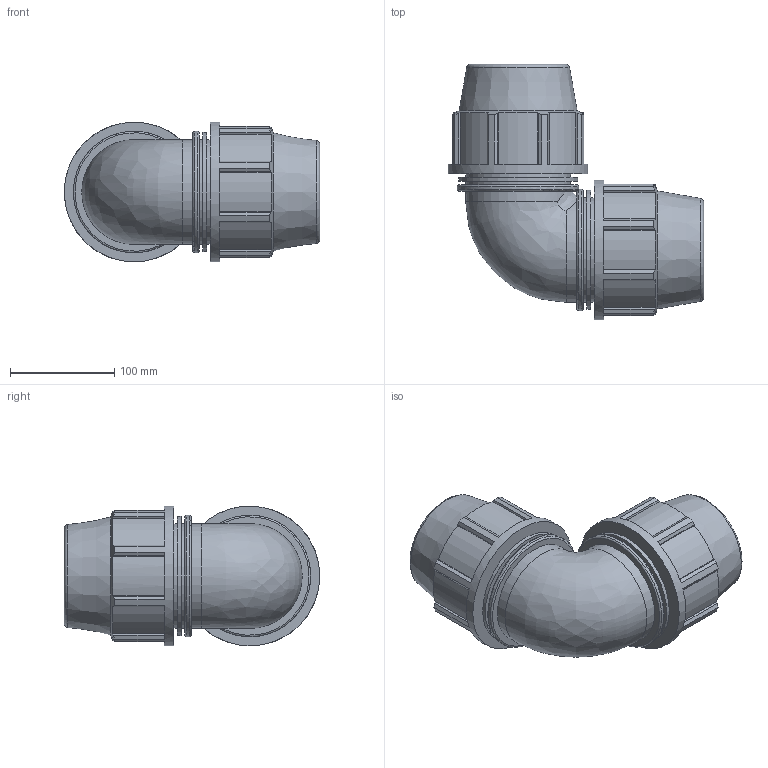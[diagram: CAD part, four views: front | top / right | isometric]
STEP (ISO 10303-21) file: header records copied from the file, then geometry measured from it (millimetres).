
FILE_DESCRIPTION(/* description */ ('PLASSON 90° ELBOW 75-75'),/* implementation_level */ '2;1');
FILE_NAME(/* name */ '0705060750A.ipt.stp',/* time_stamp */ '2018-03-25T20:10:28+03:00',/* author */ ('KIM'),/* organization */ (''),/* preprocessor_version */ 'ST-DEVELOPER v15.6',/* originating_system */ 'Autodesk Inventor 2015',/* authorisation */ '');
FILE_SCHEMA (('AUTOMOTIVE_DESIGN { 1 0 10303 214 3 1 1 }'));
Length unit declared in the file: millimetre
Products named in the file (1): 0705060750A
Bounding box: 245 x 245 x 134 mm (x, y, z)
Volume: 1932653.5 mm3; surface area: 247456.7 mm2
Topology: 1 solids, 1 shells, 143 faces, 375 edges, 246 vertices
Faces by surface type: plane 96, cylinder 30, cone 8, torus 7, bspline 2
Full cylindrical faces by diameter (mm): 75 x2, 100.5 x4, 114.248 x2, 116.58 x2, 134 x2
Entity records: 4407 total; most frequent: CARTESIAN_POINT 983, DIRECTION 703, ORIENTED_EDGE 688, EDGE_CURVE 344, AXIS2_PLACEMENT_3D 255, VERTEX_POINT 240, LINE 193, VECTOR 193
